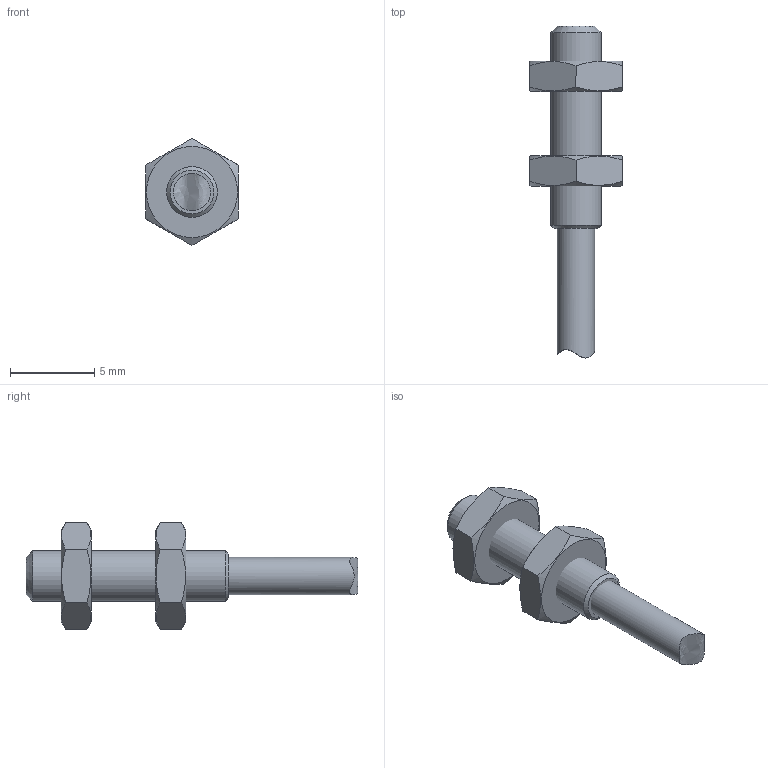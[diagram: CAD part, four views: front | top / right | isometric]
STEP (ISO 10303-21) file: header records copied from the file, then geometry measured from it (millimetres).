
FILE_DESCRIPTION (( 'STEP AP214' ), '1' );
FILE_NAME ('CF-TB1-20.STEP', '2018-04-18T12:31:53', ( '' ), ( '' ), 'SwSTEP 2.0', 'SolidWorks 2017', '' );
FILE_SCHEMA (( 'AUTOMOTIVE_DESIGN' ));
Length unit declared in the file: millimetre
Products named in the file (1): CF-TB1-20
Bounding box: 5.5 x 19.67 x 6.35 mm (x, y, z)
Volume: 213 mm3; surface area: 363.6 mm2
Topology: 4 solids, 4 shells, 28 faces, 56 edges, 36 vertices
Faces by surface type: plane 19, cone 6, cylinder 2, bspline 1
Full cylindrical faces by diameter (mm): 2.2 x1, 3 x1
Entity records: 915 total; most frequent: CARTESIAN_POINT 335, ORIENTED_EDGE 92, DIRECTION 86, EDGE_CURVE 46, AXIS2_PLACEMENT_3D 37, EDGE_LOOP 36, VERTEX_POINT 34, FACE_OUTER_BOUND 30
